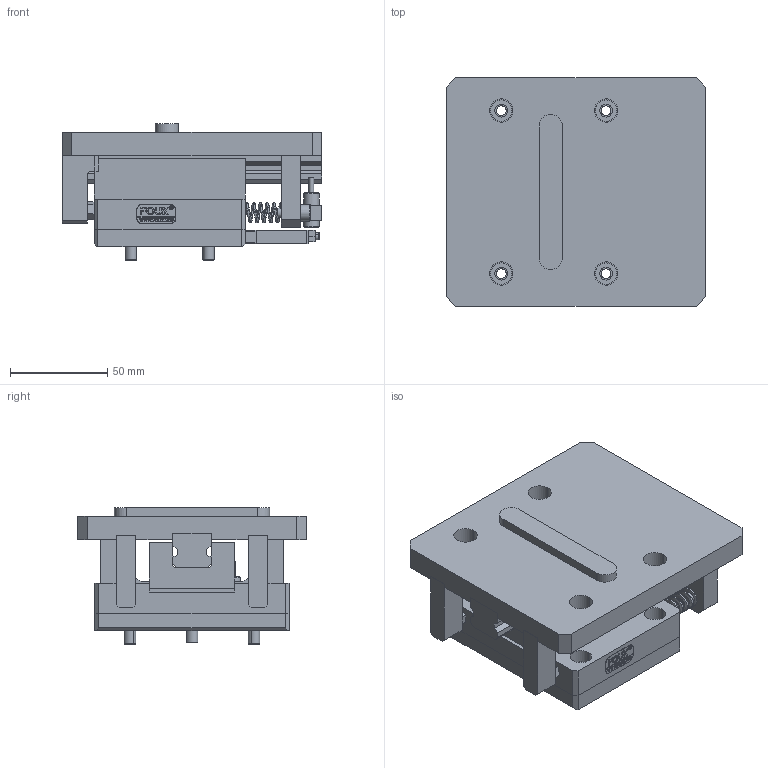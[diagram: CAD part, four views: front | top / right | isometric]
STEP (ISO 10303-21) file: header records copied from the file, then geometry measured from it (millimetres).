
FILE_DESCRIPTION (( 'STEP AP203' ), '1' );
FILE_NAME ('HT-HE40.STEP', '2025-01-03T01:54:33', ( 'USER-' ), ( 'Microsoft' ), 'SwSTEP 2.0', 'SolidWorks 2018', '' );
FILE_SCHEMA (( 'CONFIG_CONTROL_DESIGN' ));
Length unit declared in the file: millimetre
Products named in the file (21): HT-HE40; 10x35耀撿粟銅; 揤輸蚾饜极; HT-E40-G-03 ヶ癹弇輸; M5x12蹟隊; 羲壽標釱S; 揤輸杅耀.sldasm-Part-9; M5鞠褒芛蹟邡; HT-E40-G-04 綴結遺; 埴翐种6℅20; HT-E40-G-01 賑寢薊极1; 埴翐芛_GB_FASTENER_SCREWS_HSHCS M2X8-N; HT-E40-G-06覜聆假蚾极; 8-18換覜ん; HT-E40-G-02 賑輸薊极; HGH20CA賑輸; HT-E40-G-05 蛌薊啣; HGH20 賑寢; hexagon socket head cap screws gb_GB_FASTENER_SCREWS_HSHCS M6X16-N; HT-E40-G-07 絳砃沭; 20x10-R3
Assembly tree (29 placements, depth 3):
  HT-HE40
    HT-E40-G-01 賑寢薊极1
    HGH20 賑寢
    HGH20CA賑輸
    HT-E40-G-02 賑輸薊极
    HT-E40-G-04 綴結遺
    HT-E40-G-03 ヶ癹弇輸  x2
    M5鞠褒芛蹟邡  x2
    HT-E40-G-07 絳砃沭
    HT-E40-G-05 蛌薊啣
    HT-E40-G-06覜聆假蚾极
    羲壽標釱S
    8-18換覜ん
    10x35耀撿粟銅  x2
    M5x12蹟隊  x2
    揤輸蚾饜极
      揤輸杅耀.sldasm-Part-9
      埴翐芛_GB_FASTENER_SCREWS_HSHCS M2X8-N  x2
    20x10-R3
    hexagon socket head cap screws gb_GB_FASTENER_SCREWS_HSHCS M6X16-N  x4
    埴翐种6℅20  x2
Bounding box: 134 x 118 x 70.5 mm (x, y, z)
Volume: 494256.2 mm3; surface area: 138269.1 mm2
Topology: 28 solids, 30 shells, 1048 faces, 2695 edges, 1748 vertices
Faces by surface type: plane 578, cylinder 235, bspline 163, cone 56, torus 16
Entity records: 37069 total; most frequent: CARTESIAN_POINT 13179, ORIENTED_EDGE 4640, DIRECTION 3998, EDGE_CURVE 2320, LINE 1546, VECTOR 1546, VERTEX_POINT 1535, AXIS2_PLACEMENT_3D 1226
